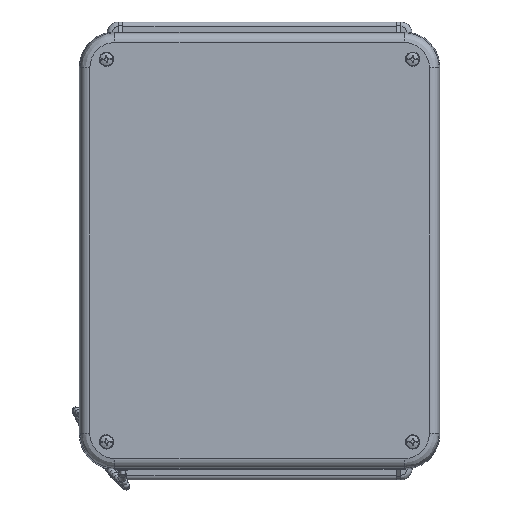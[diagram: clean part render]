
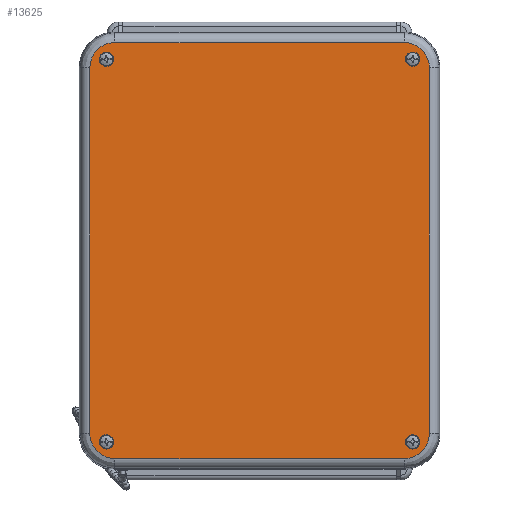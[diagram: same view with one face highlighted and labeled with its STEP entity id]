
A CAD part, top view. The second image highlights one B-rep face of the part: STEP entity #13625.
In plain terms, the highlighted face is planar.
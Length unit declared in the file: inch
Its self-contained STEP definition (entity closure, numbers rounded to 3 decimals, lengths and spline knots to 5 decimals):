
#684=FACE_BOUND('',#2863,.T.);
#685=FACE_BOUND('',#2864,.T.);
#686=FACE_BOUND('',#2865,.T.);
#687=FACE_BOUND('',#2866,.T.);
#1014=PLANE('',#15229);
#1240=ELLIPSE('',#15207,0.6568,0.656);
#1243=ELLIPSE('',#15211,0.6568,0.656);
#1244=ELLIPSE('',#15217,0.6568,0.656);
#1247=ELLIPSE('',#15221,0.6568,0.656);
#1945=FACE_OUTER_BOUND('',#2862,.T.);
#2862=EDGE_LOOP('',(#11681,#11682,#11683,#11684,#11685,#11686,#11687,#11688));
#2863=EDGE_LOOP('',(#11689));
#2864=EDGE_LOOP('',(#11690));
#2865=EDGE_LOOP('',(#11691));
#2866=EDGE_LOOP('',(#11692));
#3930=LINE('',#25500,#4756);
#3932=LINE('',#25602,#4758);
#3935=LINE('',#25609,#4761);
#3937=LINE('',#25706,#4763);
#4756=VECTOR('',#18688,9.55915);
#4758=VECTOR('',#18708,7.55915);
#4761=VECTOR('',#18715,7.55915);
#4763=VECTOR('',#18731,9.55915);
#5208=CIRCLE('',#14806,0.117);
#5210=CIRCLE('',#14809,0.117);
#5212=CIRCLE('',#14812,0.117);
#5214=CIRCLE('',#14815,0.117);
#6296=VERTEX_POINT('',#24295);
#6298=VERTEX_POINT('',#24300);
#6300=VERTEX_POINT('',#24305);
#6302=VERTEX_POINT('',#24310);
#6565=VERTEX_POINT('',#25497);
#6566=VERTEX_POINT('',#25499);
#6569=VERTEX_POINT('',#25547);
#6570=VERTEX_POINT('',#25593);
#6573=VERTEX_POINT('',#25600);
#6574=VERTEX_POINT('',#25605);
#6577=VERTEX_POINT('',#25653);
#6578=VERTEX_POINT('',#25699);
#7894=EDGE_CURVE('',#6296,#6296,#5208,.T.);
#7896=EDGE_CURVE('',#6298,#6298,#5210,.T.);
#7898=EDGE_CURVE('',#6300,#6300,#5212,.T.);
#7900=EDGE_CURVE('',#6302,#6302,#5214,.T.);
#8335=EDGE_CURVE('',#6565,#6566,#3930,.T.);
#8339=EDGE_CURVE('',#6569,#6565,#1240,.T.);
#8343=EDGE_CURVE('',#6566,#6570,#1243,.T.);
#8345=EDGE_CURVE('',#6573,#6569,#3932,.T.);
#8349=EDGE_CURVE('',#6570,#6574,#3935,.T.);
#8351=EDGE_CURVE('',#6577,#6573,#1244,.T.);
#8355=EDGE_CURVE('',#6574,#6578,#1247,.T.);
#8357=EDGE_CURVE('',#6578,#6577,#3937,.T.);
#11681=ORIENTED_EDGE('',*,*,#8335,.F.);
#11682=ORIENTED_EDGE('',*,*,#8339,.F.);
#11683=ORIENTED_EDGE('',*,*,#8345,.F.);
#11684=ORIENTED_EDGE('',*,*,#8351,.F.);
#11685=ORIENTED_EDGE('',*,*,#8357,.F.);
#11686=ORIENTED_EDGE('',*,*,#8355,.F.);
#11687=ORIENTED_EDGE('',*,*,#8349,.F.);
#11688=ORIENTED_EDGE('',*,*,#8343,.F.);
#11689=ORIENTED_EDGE('',*,*,#7894,.T.);
#11690=ORIENTED_EDGE('',*,*,#7896,.T.);
#11691=ORIENTED_EDGE('',*,*,#7898,.T.);
#11692=ORIENTED_EDGE('',*,*,#7900,.T.);
#13625=ADVANCED_FACE('',(#1945,#684,#685,#686,#687),#1014,.F.);
#14806=AXIS2_PLACEMENT_3D('',#24296,#17687,#17688);
#14809=AXIS2_PLACEMENT_3D('',#24301,#17693,#17694);
#14812=AXIS2_PLACEMENT_3D('',#24306,#17699,#17700);
#14815=AXIS2_PLACEMENT_3D('',#24311,#17705,#17706);
#15207=AXIS2_PLACEMENT_3D('',#25549,#18694,#18695);
#15211=AXIS2_PLACEMENT_3D('',#25597,#18702,#18703);
#15217=AXIS2_PLACEMENT_3D('',#25655,#18718,#18719);
#15221=AXIS2_PLACEMENT_3D('',#25703,#18726,#18727);
#15229=AXIS2_PLACEMENT_3D('',#25725,#18751,#18752);
#17687=DIRECTION('center_axis',(0.,0.,1.));
#17688=DIRECTION('ref_axis',(1.,0.,0.));
#17693=DIRECTION('center_axis',(0.,0.,1.));
#17694=DIRECTION('ref_axis',(1.,0.,0.));
#17699=DIRECTION('center_axis',(0.,0.,1.));
#17700=DIRECTION('ref_axis',(1.,0.,0.));
#17705=DIRECTION('center_axis',(0.,0.,1.));
#17706=DIRECTION('ref_axis',(1.,0.,0.));
#18688=DIRECTION('',(0.,1.,0.));
#18694=DIRECTION('center_axis',(0.,0.,1.));
#18695=DIRECTION('ref_axis',(0.707,-0.707,0.));
#18702=DIRECTION('center_axis',(0.,0.,1.));
#18703=DIRECTION('ref_axis',(0.707,0.707,0.));
#18708=DIRECTION('',(1.,0.,0.));
#18715=DIRECTION('',(-1.,0.,0.));
#18718=DIRECTION('center_axis',(0.,0.,1.));
#18719=DIRECTION('ref_axis',(-0.707,-0.707,0.));
#18726=DIRECTION('center_axis',(0.,0.,1.));
#18727=DIRECTION('ref_axis',(-0.707,0.707,0.));
#18731=DIRECTION('',(0.,-1.,0.));
#18751=DIRECTION('center_axis',(0.,0.,1.));
#18752=DIRECTION('ref_axis',(1.,0.,0.));
#24295=CARTESIAN_POINT('',(-0.097,-0.48,-0.885));
#24296=CARTESIAN_POINT('Origin',(0.02,-0.48,-0.885));
#24300=CARTESIAN_POINT('',(-0.097,9.5213,-0.885));
#24301=CARTESIAN_POINT('Origin',(0.02,9.5213,-0.885));
#24305=CARTESIAN_POINT('',(7.903,-0.48,-0.885));
#24306=CARTESIAN_POINT('Origin',(8.02,-0.48,-0.885));
#24310=CARTESIAN_POINT('',(7.903,9.52,-0.885));
#24311=CARTESIAN_POINT('Origin',(8.02,9.52,-0.885));
#25497=CARTESIAN_POINT('',(8.45517,-0.25957,-0.885));
#25499=CARTESIAN_POINT('',(8.45517,9.29957,-0.885));
#25500=CARTESIAN_POINT('',(8.45517,-0.25957,-0.885));
#25547=CARTESIAN_POINT('',(7.79957,-0.91517,-0.885));
#25549=CARTESIAN_POINT('Origin',(7.79877,-0.25877,-0.885));
#25593=CARTESIAN_POINT('',(7.79957,9.95517,-0.885));
#25597=CARTESIAN_POINT('Origin',(7.79877,9.29877,-0.885));
#25600=CARTESIAN_POINT('',(0.24043,-0.91517,-0.885));
#25602=CARTESIAN_POINT('',(0.24043,-0.91517,-0.885));
#25605=CARTESIAN_POINT('',(0.24043,9.95517,-0.885));
#25609=CARTESIAN_POINT('',(7.79957,9.95517,-0.885));
#25653=CARTESIAN_POINT('',(-0.41517,-0.25957,-0.885));
#25655=CARTESIAN_POINT('Origin',(0.24123,-0.25877,-0.885));
#25699=CARTESIAN_POINT('',(-0.41517,9.29957,-0.885));
#25703=CARTESIAN_POINT('Origin',(0.24123,9.29877,-0.885));
#25706=CARTESIAN_POINT('',(-0.41517,9.29957,-0.885));
#25725=CARTESIAN_POINT('Origin',(4.02,4.52,-0.885));
